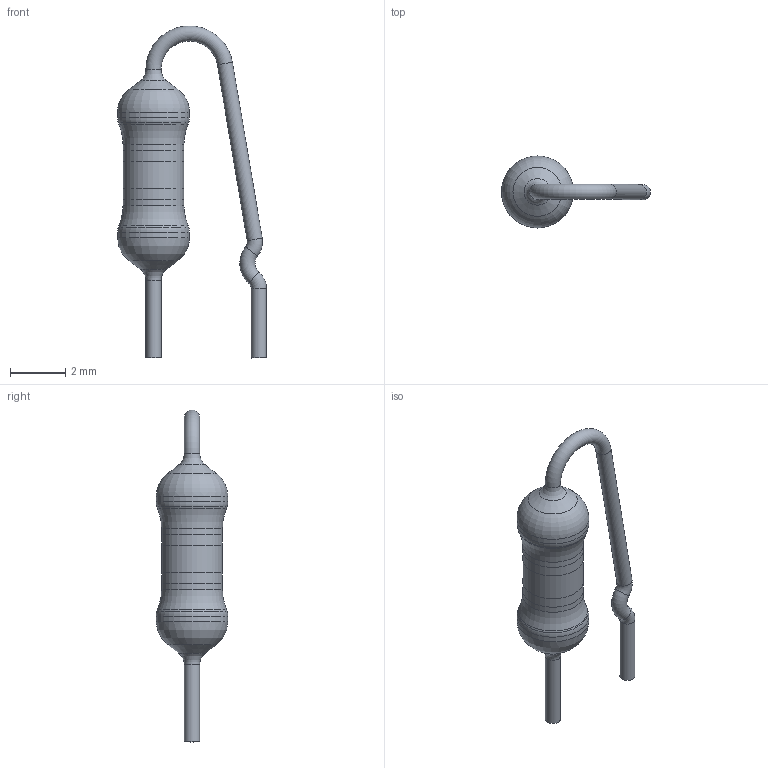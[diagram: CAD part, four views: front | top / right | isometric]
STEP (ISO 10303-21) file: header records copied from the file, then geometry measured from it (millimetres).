
FILE_DESCRIPTION(('STEP AP214'), '1');
FILE_NAME('RES-0.25W', '2019-03-03T12:29:55', ('Nobody'), (''), 'ASCON STEP Converter 1.3', 'ASCON Math Kernel', '');
FILE_SCHEMA(('AUTOMOTIVE_DESIGN { 1 0 10303 214 3 1 1}'));
Length unit declared in the file: millimetre
Bounding box: 5.38 x 2.6 x 12 mm (x, y, z)
Volume: 31.7 mm3; surface area: 85.5 mm2
Topology: 3 solids, 3 shells, 32 faces, 55 edges, 29 vertices
Faces by surface type: torus 14, cylinder 10, plane 6, cone 2
Full cylindrical faces by diameter (mm): 0.55 x3, 2.2 x5, 2.6 x2
Entity records: 926 total; most frequent: DIRECTION 124, CARTESIAN_POINT 91, AXIS2_PLACEMENT_3D 62, EDGE_LOOP 58, ORIENTED_EDGE 58, FACE_OUTER_BOUND 52, COLOUR_RGB 35, FILL_AREA_STYLE_COLOUR 35
